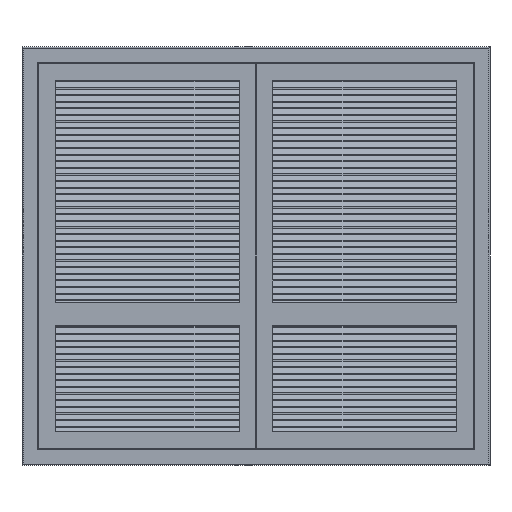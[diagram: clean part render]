
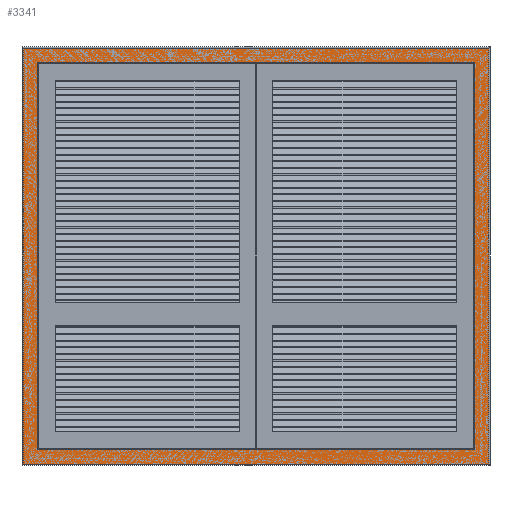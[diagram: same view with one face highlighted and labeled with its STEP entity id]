
A CAD part, front view. The second image highlights one B-rep face of the part: STEP entity #3341.
In plain terms, the highlighted planar face has unit normal (0, -1, 0).
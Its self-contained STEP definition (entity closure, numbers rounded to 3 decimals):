
#2700 = CYLINDRICAL_SURFACE('',#2701,5.);
#2701 = AXIS2_PLACEMENT_3D('',#2702,#2703,#2704);
#2702 = CARTESIAN_POINT('',(-40.,-5.,2185.));
#2703 = DIRECTION('',(1.,0.,0.));
#2704 = DIRECTION('',(0.,0.,1.));
#2813 = CYLINDRICAL_SURFACE('',#2814,5.);
#2814 = AXIS2_PLACEMENT_3D('',#2815,#2816,#2817);
#2815 = CARTESIAN_POINT('',(-35.,-5.,420.));
#2816 = DIRECTION('',(0.,0.,1.));
#2817 = DIRECTION('',(-1.,0.,0.));
#2851 = VERTEX_POINT('',#2852);
#2852 = CARTESIAN_POINT('',(-35.,-10.,2185.));
#2968 = EDGE_CURVE('',#2851,#2969,#2971,.T.);
#2969 = VERTEX_POINT('',#2970);
#2970 = CARTESIAN_POINT('',(1935.,-10.,2185.));
#2971 = SURFACE_CURVE('',#2972,(#2976,#2983),.PCURVE_S1.);
#2972 = LINE('',#2973,#2974);
#2973 = CARTESIAN_POINT('',(-40.,-10.,2185.));
#2974 = VECTOR('',#2975,1.);
#2975 = DIRECTION('',(1.,0.,0.));
#2976 = PCURVE('',#2700,#2977);
#2977 = DEFINITIONAL_REPRESENTATION('',(#2978),#2982);
#2978 = LINE('',#2979,#2980);
#2979 = CARTESIAN_POINT('',(1.571,0.));
#2980 = VECTOR('',#2981,1.);
#2981 = DIRECTION('',(0.,1.));
#2982 = ( GEOMETRIC_REPRESENTATION_CONTEXT(2) 
PARAMETRIC_REPRESENTATION_CONTEXT() REPRESENTATION_CONTEXT('2D SPACE',''
  ) );
#2983 = PCURVE('',#2984,#2989);
#2984 = PLANE('',#2985);
#2985 = AXIS2_PLACEMENT_3D('',#2986,#2987,#2988);
#2986 = CARTESIAN_POINT('',(-40.,-10.,2190.));
#2987 = DIRECTION('',(0.,-1.,0.));
#2988 = DIRECTION('',(0.,0.,-1.));
#2989 = DEFINITIONAL_REPRESENTATION('',(#2990),#2994);
#2990 = LINE('',#2991,#2992);
#2991 = CARTESIAN_POINT('',(5.,0.));
#2992 = VECTOR('',#2993,1.);
#2993 = DIRECTION('',(0.,1.));
#2994 = ( GEOMETRIC_REPRESENTATION_CONTEXT(2) 
PARAMETRIC_REPRESENTATION_CONTEXT() REPRESENTATION_CONTEXT('2D SPACE',''
  ) );
#3017 = CYLINDRICAL_SURFACE('',#3018,5.);
#3018 = AXIS2_PLACEMENT_3D('',#3019,#3020,#3021);
#3019 = CARTESIAN_POINT('',(1935.,-5.,2190.));
#3020 = DIRECTION('',(0.,0.,-1.));
#3021 = DIRECTION('',(1.,0.,0.));
#3266 = CYLINDRICAL_SURFACE('',#3267,5.);
#3267 = AXIS2_PLACEMENT_3D('',#3268,#3269,#3270);
#3268 = CARTESIAN_POINT('',(1940.,-5.,425.));
#3269 = DIRECTION('',(-1.,0.,0.));
#3270 = DIRECTION('',(0.,0.,-1.));
#3284 = VERTEX_POINT('',#3285);
#3285 = CARTESIAN_POINT('',(-35.,-10.,425.));
#3319 = EDGE_CURVE('',#3284,#2851,#3320,.T.);
#3320 = SURFACE_CURVE('',#3321,(#3325,#3332),.PCURVE_S1.);
#3321 = LINE('',#3322,#3323);
#3322 = CARTESIAN_POINT('',(-35.,-10.,420.));
#3323 = VECTOR('',#3324,1.);
#3324 = DIRECTION('',(0.,0.,1.));
#3325 = PCURVE('',#2813,#3326);
#3326 = DEFINITIONAL_REPRESENTATION('',(#3327),#3331);
#3327 = LINE('',#3328,#3329);
#3328 = CARTESIAN_POINT('',(1.571,0.));
#3329 = VECTOR('',#3330,1.);
#3330 = DIRECTION('',(0.,1.));
#3331 = ( GEOMETRIC_REPRESENTATION_CONTEXT(2) 
PARAMETRIC_REPRESENTATION_CONTEXT() REPRESENTATION_CONTEXT('2D SPACE',''
  ) );
#3332 = PCURVE('',#2984,#3333);
#3333 = DEFINITIONAL_REPRESENTATION('',(#3334),#3338);
#3334 = LINE('',#3335,#3336);
#3335 = CARTESIAN_POINT('',(1770.,5.));
#3336 = VECTOR('',#3337,1.);
#3337 = DIRECTION('',(-1.,0.));
#3338 = ( GEOMETRIC_REPRESENTATION_CONTEXT(2) 
PARAMETRIC_REPRESENTATION_CONTEXT() REPRESENTATION_CONTEXT('2D SPACE',''
  ) );
#3341 = ADVANCED_FACE('',(#3342,#3390),#2984,.T.);
#3342 = FACE_BOUND('',#3343,.T.);
#3343 = EDGE_LOOP('',(#3344,#3345,#3346,#3369));
#3344 = ORIENTED_EDGE('',*,*,#2968,.F.);
#3345 = ORIENTED_EDGE('',*,*,#3319,.F.);
#3346 = ORIENTED_EDGE('',*,*,#3347,.F.);
#3347 = EDGE_CURVE('',#3348,#3284,#3350,.T.);
#3348 = VERTEX_POINT('',#3349);
#3349 = CARTESIAN_POINT('',(1935.,-10.,425.));
#3350 = SURFACE_CURVE('',#3351,(#3355,#3362),.PCURVE_S1.);
#3351 = LINE('',#3352,#3353);
#3352 = CARTESIAN_POINT('',(1940.,-10.,425.));
#3353 = VECTOR('',#3354,1.);
#3354 = DIRECTION('',(-1.,0.,0.));
#3355 = PCURVE('',#2984,#3356);
#3356 = DEFINITIONAL_REPRESENTATION('',(#3357),#3361);
#3357 = LINE('',#3358,#3359);
#3358 = CARTESIAN_POINT('',(1765.,1980.));
#3359 = VECTOR('',#3360,1.);
#3360 = DIRECTION('',(0.,-1.));
#3361 = ( GEOMETRIC_REPRESENTATION_CONTEXT(2) 
PARAMETRIC_REPRESENTATION_CONTEXT() REPRESENTATION_CONTEXT('2D SPACE',''
  ) );
#3362 = PCURVE('',#3266,#3363);
#3363 = DEFINITIONAL_REPRESENTATION('',(#3364),#3368);
#3364 = LINE('',#3365,#3366);
#3365 = CARTESIAN_POINT('',(1.571,0.));
#3366 = VECTOR('',#3367,1.);
#3367 = DIRECTION('',(0.,1.));
#3368 = ( GEOMETRIC_REPRESENTATION_CONTEXT(2) 
PARAMETRIC_REPRESENTATION_CONTEXT() REPRESENTATION_CONTEXT('2D SPACE',''
  ) );
#3369 = ORIENTED_EDGE('',*,*,#3370,.F.);
#3370 = EDGE_CURVE('',#2969,#3348,#3371,.T.);
#3371 = SURFACE_CURVE('',#3372,(#3376,#3383),.PCURVE_S1.);
#3372 = LINE('',#3373,#3374);
#3373 = CARTESIAN_POINT('',(1935.,-10.,2190.));
#3374 = VECTOR('',#3375,1.);
#3375 = DIRECTION('',(0.,0.,-1.));
#3376 = PCURVE('',#2984,#3377);
#3377 = DEFINITIONAL_REPRESENTATION('',(#3378),#3382);
#3378 = LINE('',#3379,#3380);
#3379 = CARTESIAN_POINT('',(0.,1975.));
#3380 = VECTOR('',#3381,1.);
#3381 = DIRECTION('',(1.,0.));
#3382 = ( GEOMETRIC_REPRESENTATION_CONTEXT(2) 
PARAMETRIC_REPRESENTATION_CONTEXT() REPRESENTATION_CONTEXT('2D SPACE',''
  ) );
#3383 = PCURVE('',#3017,#3384);
#3384 = DEFINITIONAL_REPRESENTATION('',(#3385),#3389);
#3385 = LINE('',#3386,#3387);
#3386 = CARTESIAN_POINT('',(1.571,0.));
#3387 = VECTOR('',#3388,1.);
#3388 = DIRECTION('',(0.,1.));
#3389 = ( GEOMETRIC_REPRESENTATION_CONTEXT(2) 
PARAMETRIC_REPRESENTATION_CONTEXT() REPRESENTATION_CONTEXT('2D SPACE',''
  ) );
#3390 = FACE_BOUND('',#3391,.T.);
#3391 = EDGE_LOOP('',(#3392,#3422,#3450,#3478));
#3392 = ORIENTED_EDGE('',*,*,#3393,.T.);
#3393 = EDGE_CURVE('',#3394,#3396,#3398,.T.);
#3394 = VERTEX_POINT('',#3395);
#3395 = CARTESIAN_POINT('',(25.,-10.,2125.));
#3396 = VERTEX_POINT('',#3397);
#3397 = CARTESIAN_POINT('',(1875.,-10.,2125.));
#3398 = SURFACE_CURVE('',#3399,(#3403,#3410),.PCURVE_S1.);
#3399 = LINE('',#3400,#3401);
#3400 = CARTESIAN_POINT('',(30.,-10.,2125.));
#3401 = VECTOR('',#3402,1.);
#3402 = DIRECTION('',(1.,0.,0.));
#3403 = PCURVE('',#2984,#3404);
#3404 = DEFINITIONAL_REPRESENTATION('',(#3405),#3409);
#3405 = LINE('',#3406,#3407);
#3406 = CARTESIAN_POINT('',(65.,70.));
#3407 = VECTOR('',#3408,1.);
#3408 = DIRECTION('',(0.,1.));
#3409 = ( GEOMETRIC_REPRESENTATION_CONTEXT(2) 
PARAMETRIC_REPRESENTATION_CONTEXT() REPRESENTATION_CONTEXT('2D SPACE',''
  ) );
#3410 = PCURVE('',#3411,#3416);
#3411 = CYLINDRICAL_SURFACE('',#3412,5.);
#3412 = AXIS2_PLACEMENT_3D('',#3413,#3414,#3415);
#3413 = CARTESIAN_POINT('',(30.,-5.,2125.));
#3414 = DIRECTION('',(1.,0.,0.));
#3415 = DIRECTION('',(0.,0.,-1.));
#3416 = DEFINITIONAL_REPRESENTATION('',(#3417),#3421);
#3417 = LINE('',#3418,#3419);
#3418 = CARTESIAN_POINT('',(-1.571,0.));
#3419 = VECTOR('',#3420,1.);
#3420 = DIRECTION('',(0.,1.));
#3421 = ( GEOMETRIC_REPRESENTATION_CONTEXT(2) 
PARAMETRIC_REPRESENTATION_CONTEXT() REPRESENTATION_CONTEXT('2D SPACE',''
  ) );
#3422 = ORIENTED_EDGE('',*,*,#3423,.T.);
#3423 = EDGE_CURVE('',#3396,#3424,#3426,.T.);
#3424 = VERTEX_POINT('',#3425);
#3425 = CARTESIAN_POINT('',(1875.,-10.,485.));
#3426 = SURFACE_CURVE('',#3427,(#3431,#3438),.PCURVE_S1.);
#3427 = LINE('',#3428,#3429);
#3428 = CARTESIAN_POINT('',(1875.,-10.,2120.));
#3429 = VECTOR('',#3430,1.);
#3430 = DIRECTION('',(0.,0.,-1.));
#3431 = PCURVE('',#2984,#3432);
#3432 = DEFINITIONAL_REPRESENTATION('',(#3433),#3437);
#3433 = LINE('',#3434,#3435);
#3434 = CARTESIAN_POINT('',(70.,1915.));
#3435 = VECTOR('',#3436,1.);
#3436 = DIRECTION('',(1.,0.));
#3437 = ( GEOMETRIC_REPRESENTATION_CONTEXT(2) 
PARAMETRIC_REPRESENTATION_CONTEXT() REPRESENTATION_CONTEXT('2D SPACE',''
  ) );
#3438 = PCURVE('',#3439,#3444);
#3439 = CYLINDRICAL_SURFACE('',#3440,5.);
#3440 = AXIS2_PLACEMENT_3D('',#3441,#3442,#3443);
#3441 = CARTESIAN_POINT('',(1875.,-5.,2120.));
#3442 = DIRECTION('',(0.,0.,-1.));
#3443 = DIRECTION('',(-1.,0.,0.));
#3444 = DEFINITIONAL_REPRESENTATION('',(#3445),#3449);
#3445 = LINE('',#3446,#3447);
#3446 = CARTESIAN_POINT('',(-1.571,0.));
#3447 = VECTOR('',#3448,1.);
#3448 = DIRECTION('',(0.,1.));
#3449 = ( GEOMETRIC_REPRESENTATION_CONTEXT(2) 
PARAMETRIC_REPRESENTATION_CONTEXT() REPRESENTATION_CONTEXT('2D SPACE',''
  ) );
#3450 = ORIENTED_EDGE('',*,*,#3451,.T.);
#3451 = EDGE_CURVE('',#3424,#3452,#3454,.T.);
#3452 = VERTEX_POINT('',#3453);
#3453 = CARTESIAN_POINT('',(25.,-10.,485.));
#3454 = SURFACE_CURVE('',#3455,(#3459,#3466),.PCURVE_S1.);
#3455 = LINE('',#3456,#3457);
#3456 = CARTESIAN_POINT('',(1870.,-10.,485.));
#3457 = VECTOR('',#3458,1.);
#3458 = DIRECTION('',(-1.,0.,0.));
#3459 = PCURVE('',#2984,#3460);
#3460 = DEFINITIONAL_REPRESENTATION('',(#3461),#3465);
#3461 = LINE('',#3462,#3463);
#3462 = CARTESIAN_POINT('',(1705.,1910.));
#3463 = VECTOR('',#3464,1.);
#3464 = DIRECTION('',(0.,-1.));
#3465 = ( GEOMETRIC_REPRESENTATION_CONTEXT(2) 
PARAMETRIC_REPRESENTATION_CONTEXT() REPRESENTATION_CONTEXT('2D SPACE',''
  ) );
#3466 = PCURVE('',#3467,#3472);
#3467 = CYLINDRICAL_SURFACE('',#3468,5.);
#3468 = AXIS2_PLACEMENT_3D('',#3469,#3470,#3471);
#3469 = CARTESIAN_POINT('',(1870.,-5.,485.));
#3470 = DIRECTION('',(-1.,0.,0.));
#3471 = DIRECTION('',(0.,0.,1.));
#3472 = DEFINITIONAL_REPRESENTATION('',(#3473),#3477);
#3473 = LINE('',#3474,#3475);
#3474 = CARTESIAN_POINT('',(-1.571,0.));
#3475 = VECTOR('',#3476,1.);
#3476 = DIRECTION('',(0.,1.));
#3477 = ( GEOMETRIC_REPRESENTATION_CONTEXT(2) 
PARAMETRIC_REPRESENTATION_CONTEXT() REPRESENTATION_CONTEXT('2D SPACE',''
  ) );
#3478 = ORIENTED_EDGE('',*,*,#3479,.T.);
#3479 = EDGE_CURVE('',#3452,#3394,#3480,.T.);
#3480 = SURFACE_CURVE('',#3481,(#3485,#3492),.PCURVE_S1.);
#3481 = LINE('',#3482,#3483);
#3482 = CARTESIAN_POINT('',(25.,-10.,490.));
#3483 = VECTOR('',#3484,1.);
#3484 = DIRECTION('',(0.,0.,1.));
#3485 = PCURVE('',#2984,#3486);
#3486 = DEFINITIONAL_REPRESENTATION('',(#3487),#3491);
#3487 = LINE('',#3488,#3489);
#3488 = CARTESIAN_POINT('',(1700.,65.));
#3489 = VECTOR('',#3490,1.);
#3490 = DIRECTION('',(-1.,0.));
#3491 = ( GEOMETRIC_REPRESENTATION_CONTEXT(2) 
PARAMETRIC_REPRESENTATION_CONTEXT() REPRESENTATION_CONTEXT('2D SPACE',''
  ) );
#3492 = PCURVE('',#3493,#3498);
#3493 = CYLINDRICAL_SURFACE('',#3494,5.);
#3494 = AXIS2_PLACEMENT_3D('',#3495,#3496,#3497);
#3495 = CARTESIAN_POINT('',(25.,-5.,490.));
#3496 = DIRECTION('',(0.,0.,1.));
#3497 = DIRECTION('',(1.,0.,0.));
#3498 = DEFINITIONAL_REPRESENTATION('',(#3499),#3503);
#3499 = LINE('',#3500,#3501);
#3500 = CARTESIAN_POINT('',(-1.571,0.));
#3501 = VECTOR('',#3502,1.);
#3502 = DIRECTION('',(0.,1.));
#3503 = ( GEOMETRIC_REPRESENTATION_CONTEXT(2) 
PARAMETRIC_REPRESENTATION_CONTEXT() REPRESENTATION_CONTEXT('2D SPACE',''
  ) );
